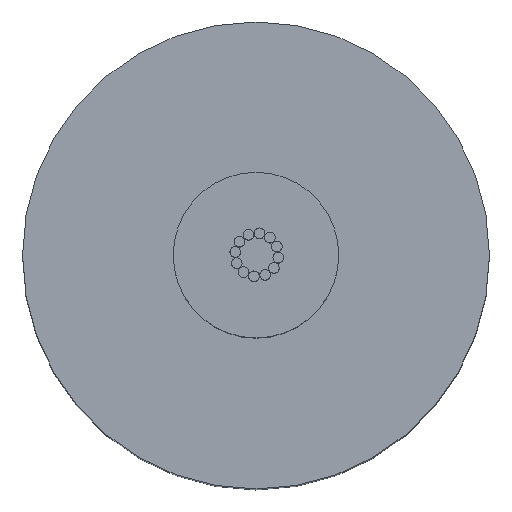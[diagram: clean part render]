
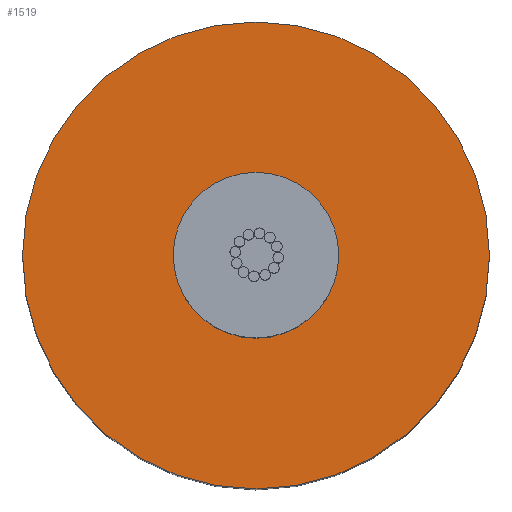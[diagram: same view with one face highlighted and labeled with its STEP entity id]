
A CAD part, top view. The second image highlights one B-rep face of the part: STEP entity #1519.
In plain terms, the highlighted planar face has unit normal (0, 0, 1).
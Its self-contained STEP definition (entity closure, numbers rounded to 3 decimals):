
#67 = CIRCLE ( 'NONE', #272, 3.9 ) ;
#83 = ORIENTED_EDGE ( 'NONE', *, *, #1251, .F. ) ;
#144 = CARTESIAN_POINT ( 'NONE',  ( 0., 0., 7.4 ) ) ;
#165 = CIRCLE ( 'NONE', #1662, 11. ) ;
#178 = ORIENTED_EDGE ( 'NONE', *, *, #2118, .T. ) ;
#198 = DIRECTION ( 'NONE',  ( 0., 0., 1. ) ) ;
#206 = CARTESIAN_POINT ( 'NONE',  ( 11., 0., 7.4 ) ) ;
#269 = ORIENTED_EDGE ( 'NONE', *, *, #1814, .T. ) ;
#272 = AXIS2_PLACEMENT_3D ( 'NONE', #1617, #620, #1784 ) ;
#467 = AXIS2_PLACEMENT_3D ( 'NONE', #1187, #198, #1347 ) ;
#602 = EDGE_CURVE ( 'NONE', #1803, #682, #957, .T. ) ;
#620 = DIRECTION ( 'NONE',  ( 0., 0., 1. ) ) ;
#681 = PLANE ( 'NONE',  #1117 ) ;
#682 = VERTEX_POINT ( 'NONE', #1890 ) ;
#712 = FACE_OUTER_BOUND ( 'NONE', #1280, .T. ) ;
#782 = DIRECTION ( 'NONE',  ( 0., 0., 1. ) ) ;
#784 = CARTESIAN_POINT ( 'NONE',  ( -11., 0., 7.4 ) ) ;
#860 = DIRECTION ( 'NONE',  ( 0., 0., 1. ) ) ;
#957 = CIRCLE ( 'NONE', #2011, 3.9 ) ;
#987 = VERTEX_POINT ( 'NONE', #206 ) ;
#1117 = AXIS2_PLACEMENT_3D ( 'NONE', #1180, #860, #2031 ) ;
#1137 = DIRECTION ( 'NONE',  ( 1., 0., 0. ) ) ;
#1173 = EDGE_LOOP ( 'NONE', ( #1366, #83 ) ) ;
#1180 = CARTESIAN_POINT ( 'NONE',  ( 0., 0., 7.4 ) ) ;
#1184 = CARTESIAN_POINT ( 'NONE',  ( -3.9, 0., 7.4 ) ) ;
#1187 = CARTESIAN_POINT ( 'NONE',  ( 0., 0., 7.4 ) ) ;
#1251 = EDGE_CURVE ( 'NONE', #682, #1803, #67, .T. ) ;
#1280 = EDGE_LOOP ( 'NONE', ( #178, #269 ) ) ;
#1298 = DIRECTION ( 'NONE',  ( 0., 0., 1. ) ) ;
#1347 = DIRECTION ( 'NONE',  ( 1., 0., 0. ) ) ;
#1366 = ORIENTED_EDGE ( 'NONE', *, *, #602, .F. ) ;
#1512 = CIRCLE ( 'NONE', #467, 11. ) ;
#1519 = ADVANCED_FACE ( 'NONE', ( #712, #2001 ), #681, .T. ) ;
#1617 = CARTESIAN_POINT ( 'NONE',  ( 0., 0., 7.4 ) ) ;
#1662 = AXIS2_PLACEMENT_3D ( 'NONE', #1778, #782, #1950 ) ;
#1669 = VERTEX_POINT ( 'NONE', #784 ) ;
#1778 = CARTESIAN_POINT ( 'NONE',  ( 0., 0., 7.4 ) ) ;
#1784 = DIRECTION ( 'NONE',  ( 1., 0., 0. ) ) ;
#1803 = VERTEX_POINT ( 'NONE', #1184 ) ;
#1814 = EDGE_CURVE ( 'NONE', #987, #1669, #1512, .T. ) ;
#1890 = CARTESIAN_POINT ( 'NONE',  ( 3.9, 0., 7.4 ) ) ;
#1950 = DIRECTION ( 'NONE',  ( 1., 0., 0. ) ) ;
#2001 = FACE_BOUND ( 'NONE', #1173, .T. ) ;
#2011 = AXIS2_PLACEMENT_3D ( 'NONE', #144, #1298, #1137 ) ;
#2031 = DIRECTION ( 'NONE',  ( 1., 0., 0. ) ) ;
#2118 = EDGE_CURVE ( 'NONE', #1669, #987, #165, .T. ) ;
